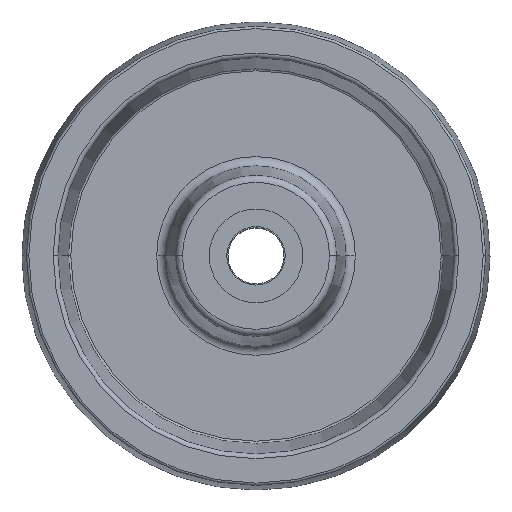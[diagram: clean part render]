
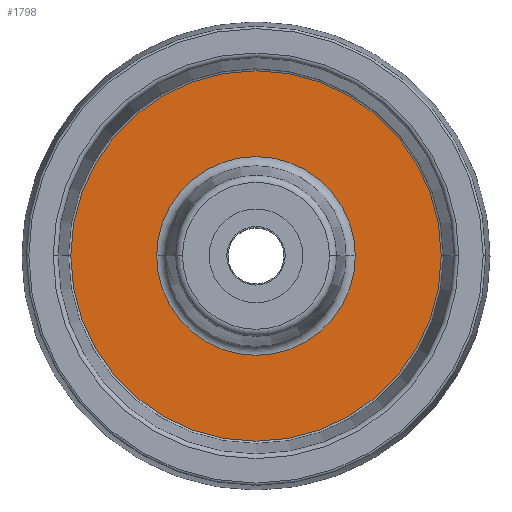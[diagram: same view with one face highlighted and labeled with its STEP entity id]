
A CAD part, top view. The second image highlights one B-rep face of the part: STEP entity #1798.
In plain terms, the highlighted planar face has unit normal (0, 0, 1).
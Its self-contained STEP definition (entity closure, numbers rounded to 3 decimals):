
#11 = CARTESIAN_POINT ( 'NONE',  ( 0., 0., 3. ) ) ;
#93 = DIRECTION ( 'NONE',  ( 0., 0., -1. ) ) ;
#207 = EDGE_CURVE ( 'NONE', #2224, #2457, #1908, .T. ) ;
#226 = CIRCLE ( 'NONE', #1784, 39.579 ) ;
#290 = FACE_OUTER_BOUND ( 'NONE', #539, .T. ) ;
#296 = DIRECTION ( 'NONE',  ( 1., 0., 0. ) ) ;
#387 = EDGE_CURVE ( 'NONE', #2393, #476, #813, .T. ) ;
#406 = CARTESIAN_POINT ( 'NONE',  ( 39.579, 0., 3. ) ) ;
#441 = DIRECTION ( 'NONE',  ( 0., 0., 1. ) ) ;
#476 = VERTEX_POINT ( 'NONE', #1335 ) ;
#525 = AXIS2_PLACEMENT_3D ( 'NONE', #619, #1046, #1807 ) ;
#539 = EDGE_LOOP ( 'NONE', ( #1491, #2116 ) ) ;
#619 = CARTESIAN_POINT ( 'NONE',  ( 0., 40., 3. ) ) ;
#633 = DIRECTION ( 'NONE',  ( 1., 0., 0. ) ) ;
#651 = DIRECTION ( 'NONE',  ( 1., 0., 0. ) ) ;
#659 = AXIS2_PLACEMENT_3D ( 'NONE', #2414, #805, #633 ) ;
#661 = AXIS2_PLACEMENT_3D ( 'NONE', #1214, #93, #651 ) ;
#776 = CARTESIAN_POINT ( 'NONE',  ( -39.579, 0., 3. ) ) ;
#805 = DIRECTION ( 'NONE',  ( 0., 0., -1. ) ) ;
#813 = CIRCLE ( 'NONE', #659, 21.227 ) ;
#898 = ORIENTED_EDGE ( 'NONE', *, *, #2333, .T. ) ;
#1046 = DIRECTION ( 'NONE',  ( 0., 0., 1. ) ) ;
#1214 = CARTESIAN_POINT ( 'NONE',  ( 0., 0., 3. ) ) ;
#1220 = FACE_BOUND ( 'NONE', #1869, .T. ) ;
#1223 = ORIENTED_EDGE ( 'NONE', *, *, #387, .T. ) ;
#1335 = CARTESIAN_POINT ( 'NONE',  ( 21.227, 0., 3. ) ) ;
#1337 = AXIS2_PLACEMENT_3D ( 'NONE', #11, #1531, #2150 ) ;
#1491 = ORIENTED_EDGE ( 'NONE', *, *, #2348, .T. ) ;
#1531 = DIRECTION ( 'NONE',  ( 0., 0., 1. ) ) ;
#1671 = CIRCLE ( 'NONE', #661, 21.227 ) ;
#1784 = AXIS2_PLACEMENT_3D ( 'NONE', #2193, #441, #296 ) ;
#1798 = ADVANCED_FACE ( 'NONE', ( #1220, #290 ), #1993, .T. ) ;
#1807 = DIRECTION ( 'NONE',  ( 1., 0., 0. ) ) ;
#1869 = EDGE_LOOP ( 'NONE', ( #898, #1223 ) ) ;
#1908 = CIRCLE ( 'NONE', #1337, 39.579 ) ;
#1993 = PLANE ( 'NONE',  #525 ) ;
#2116 = ORIENTED_EDGE ( 'NONE', *, *, #207, .T. ) ;
#2150 = DIRECTION ( 'NONE',  ( 1., 0., 0. ) ) ;
#2193 = CARTESIAN_POINT ( 'NONE',  ( 0., 0., 3. ) ) ;
#2224 = VERTEX_POINT ( 'NONE', #776 ) ;
#2276 = CARTESIAN_POINT ( 'NONE',  ( -21.227, 0., 3. ) ) ;
#2333 = EDGE_CURVE ( 'NONE', #476, #2393, #1671, .T. ) ;
#2348 = EDGE_CURVE ( 'NONE', #2457, #2224, #226, .T. ) ;
#2393 = VERTEX_POINT ( 'NONE', #2276 ) ;
#2414 = CARTESIAN_POINT ( 'NONE',  ( 0., 0., 3. ) ) ;
#2457 = VERTEX_POINT ( 'NONE', #406 ) ;
